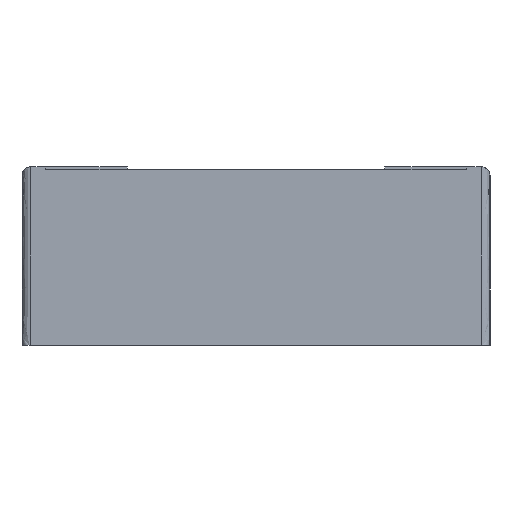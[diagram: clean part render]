
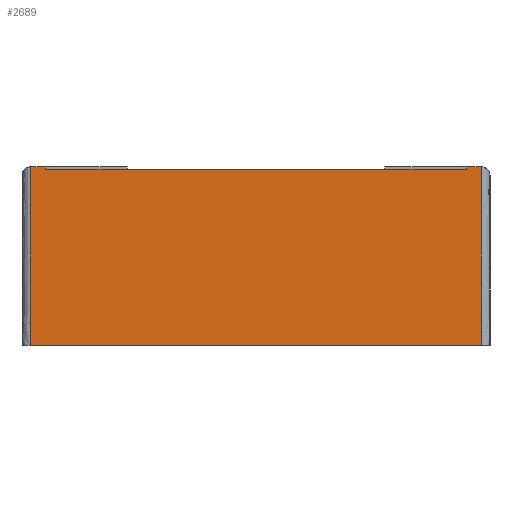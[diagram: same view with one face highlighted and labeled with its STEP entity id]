
A CAD part, left-side view. The second image highlights one B-rep face of the part: STEP entity #2689.
In plain terms, the highlighted free-form (B-spline) face has degree [1, 1] with [2, 2] control points.
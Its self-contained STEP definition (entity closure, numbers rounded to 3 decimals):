
#1648 = VERTEX_POINT('',#1649);
#1649 = CARTESIAN_POINT('',(0.175,1.576,0.628
    ));
#1654 = EDGE_CURVE('',#1655,#1648,#1657,.T.);
#1655 = VERTEX_POINT('',#1656);
#1656 = CARTESIAN_POINT('',(0.175,0.658,0.628
    ));
#1657 = B_SPLINE_CURVE_WITH_KNOTS('',1,(#1658,#1659),.UNSPECIFIED.,.F.,
  .F.,(2,2),(0.,0.88),.PIECEWISE_BEZIER_KNOTS.);
#1658 = CARTESIAN_POINT('',(0.175,0.658,0.628
    ));
#1659 = CARTESIAN_POINT('',(0.175,1.576,0.628
    ));
#2542 = VERTEX_POINT('',#2543);
#2543 = CARTESIAN_POINT('',(0.175,1.921,0.));
#2549 = EDGE_CURVE('',#2542,#2550,#2552,.T.);
#2550 = VERTEX_POINT('',#2551);
#2551 = CARTESIAN_POINT('',(0.175,1.921,0.637
    ));
#2552 = B_SPLINE_CURVE_WITH_KNOTS('',1,(#2553,#2554),.UNSPECIFIED.,.F.,
  .F.,(2,2),(0.,0.61),.PIECEWISE_BEZIER_KNOTS.);
#2553 = CARTESIAN_POINT('',(0.175,1.921,0.));
#2554 = CARTESIAN_POINT('',(0.175,1.921,0.637
    ));
#2644 = EDGE_CURVE('',#2645,#2550,#2647,.T.);
#2645 = VERTEX_POINT('',#2646);
#2646 = CARTESIAN_POINT('',(0.175,1.869,0.637
    ));
#2647 = B_SPLINE_CURVE_WITH_KNOTS('',1,(#2648,#2649),.UNSPECIFIED.,.F.,
  .F.,(2,2),(0.,0.05),.PIECEWISE_BEZIER_KNOTS.);
#2648 = CARTESIAN_POINT('',(0.175,1.869,0.637
    ));
#2649 = CARTESIAN_POINT('',(0.175,1.921,0.637
    ));
#2689 = ADVANCED_FACE('',(#2690),#2754,.F.);
#2690 = FACE_BOUND('',#2691,.T.);
#2691 = EDGE_LOOP('',(#2692,#2693,#2700,#2707,#2714,#2721,#2728,#2733,
    #2734,#2741,#2748,#2753));
#2692 = ORIENTED_EDGE('',*,*,#2549,.F.);
#2693 = ORIENTED_EDGE('',*,*,#2694,.F.);
#2694 = EDGE_CURVE('',#2695,#2542,#2697,.T.);
#2695 = VERTEX_POINT('',#2696);
#2696 = CARTESIAN_POINT('',(0.175,0.313,0.));
#2697 = B_SPLINE_CURVE_WITH_KNOTS('',1,(#2698,#2699),.UNSPECIFIED.,.F.,
  .F.,(2,2),(0.,1.54),.PIECEWISE_BEZIER_KNOTS.);
#2698 = CARTESIAN_POINT('',(0.175,0.313,0.));
#2699 = CARTESIAN_POINT('',(0.175,1.921,0.));
#2700 = ORIENTED_EDGE('',*,*,#2701,.F.);
#2701 = EDGE_CURVE('',#2702,#2695,#2704,.T.);
#2702 = VERTEX_POINT('',#2703);
#2703 = CARTESIAN_POINT('',(0.175,0.313,0.637
    ));
#2704 = B_SPLINE_CURVE_WITH_KNOTS('',1,(#2705,#2706),.UNSPECIFIED.,.F.,
  .F.,(2,2),(0.,0.61),.PIECEWISE_BEZIER_KNOTS.);
#2705 = CARTESIAN_POINT('',(0.175,0.313,0.637
    ));
#2706 = CARTESIAN_POINT('',(0.175,0.313,0.));
#2707 = ORIENTED_EDGE('',*,*,#2708,.T.);
#2708 = EDGE_CURVE('',#2702,#2709,#2711,.T.);
#2709 = VERTEX_POINT('',#2710);
#2710 = CARTESIAN_POINT('',(0.175,0.365,0.637)
  );
#2711 = B_SPLINE_CURVE_WITH_KNOTS('',1,(#2712,#2713),.UNSPECIFIED.,.F.,
  .F.,(2,2),(0.,0.05),.PIECEWISE_BEZIER_KNOTS.);
#2712 = CARTESIAN_POINT('',(0.175,0.313,0.637
    ));
#2713 = CARTESIAN_POINT('',(0.175,0.365,0.637)
  );
#2714 = ORIENTED_EDGE('',*,*,#2715,.F.);
#2715 = EDGE_CURVE('',#2716,#2709,#2718,.T.);
#2716 = VERTEX_POINT('',#2717);
#2717 = CARTESIAN_POINT('',(0.175,0.365,0.627)
  );
#2718 = B_SPLINE_CURVE_WITH_KNOTS('',1,(#2719,#2720),.UNSPECIFIED.,.F.,
  .F.,(2,2),(0.,0.01),.PIECEWISE_BEZIER_KNOTS.);
#2719 = CARTESIAN_POINT('',(0.175,0.365,0.627)
  );
#2720 = CARTESIAN_POINT('',(0.175,0.365,0.637)
  );
#2721 = ORIENTED_EDGE('',*,*,#2722,.F.);
#2722 = EDGE_CURVE('',#2723,#2716,#2725,.T.);
#2723 = VERTEX_POINT('',#2724);
#2724 = CARTESIAN_POINT('',(0.175,0.658,0.627
    ));
#2725 = B_SPLINE_CURVE_WITH_KNOTS('',1,(#2726,#2727),.UNSPECIFIED.,.F.,
  .F.,(2,2),(0.,0.28),.PIECEWISE_BEZIER_KNOTS.);
#2726 = CARTESIAN_POINT('',(0.175,0.658,0.627
    ));
#2727 = CARTESIAN_POINT('',(0.175,0.365,0.627)
  );
#2728 = ORIENTED_EDGE('',*,*,#2729,.T.);
#2729 = EDGE_CURVE('',#2723,#1655,#2730,.T.);
#2730 = B_SPLINE_CURVE_WITH_KNOTS('',1,(#2731,#2732),.UNSPECIFIED.,.F.,
  .F.,(2,2),(0.,0.001),.PIECEWISE_BEZIER_KNOTS.);
#2731 = CARTESIAN_POINT('',(0.175,0.658,0.627
    ));
#2732 = CARTESIAN_POINT('',(0.175,0.658,0.628
    ));
#2733 = ORIENTED_EDGE('',*,*,#1654,.T.);
#2734 = ORIENTED_EDGE('',*,*,#2735,.F.);
#2735 = EDGE_CURVE('',#2736,#1648,#2738,.T.);
#2736 = VERTEX_POINT('',#2737);
#2737 = CARTESIAN_POINT('',(0.175,1.576,0.627
    ));
#2738 = B_SPLINE_CURVE_WITH_KNOTS('',1,(#2739,#2740),.UNSPECIFIED.,.F.,
  .F.,(2,2),(0.,0.001),.PIECEWISE_BEZIER_KNOTS.);
#2739 = CARTESIAN_POINT('',(0.175,1.576,0.627
    ));
#2740 = CARTESIAN_POINT('',(0.175,1.576,0.628
    ));
#2741 = ORIENTED_EDGE('',*,*,#2742,.F.);
#2742 = EDGE_CURVE('',#2743,#2736,#2745,.T.);
#2743 = VERTEX_POINT('',#2744);
#2744 = CARTESIAN_POINT('',(0.175,1.869,0.627
    ));
#2745 = B_SPLINE_CURVE_WITH_KNOTS('',1,(#2746,#2747),.UNSPECIFIED.,.F.,
  .F.,(2,2),(0.,0.28),.PIECEWISE_BEZIER_KNOTS.);
#2746 = CARTESIAN_POINT('',(0.175,1.869,0.627
    ));
#2747 = CARTESIAN_POINT('',(0.175,1.576,0.627
    ));
#2748 = ORIENTED_EDGE('',*,*,#2749,.T.);
#2749 = EDGE_CURVE('',#2743,#2645,#2750,.T.);
#2750 = B_SPLINE_CURVE_WITH_KNOTS('',1,(#2751,#2752),.UNSPECIFIED.,.F.,
  .F.,(2,2),(0.,0.01),.PIECEWISE_BEZIER_KNOTS.);
#2751 = CARTESIAN_POINT('',(0.175,1.869,0.627
    ));
#2752 = CARTESIAN_POINT('',(0.175,1.869,0.637
    ));
#2753 = ORIENTED_EDGE('',*,*,#2644,.T.);
#2754 = B_SPLINE_SURFACE_WITH_KNOTS('',1,1,(
    (#2755,#2756)
    ,(#2757,#2758
    )),.UNSPECIFIED.,.F.,.F.,.F.,(2,2),(2,2),(-0.31,0.3),(-0.77,0.77),
  .PIECEWISE_BEZIER_KNOTS.);
#2755 = CARTESIAN_POINT('',(0.175,0.313,0.637
    ));
#2756 = CARTESIAN_POINT('',(0.175,1.921,0.637
    ));
#2757 = CARTESIAN_POINT('',(0.175,0.313,0.));
#2758 = CARTESIAN_POINT('',(0.175,1.921,0.));
